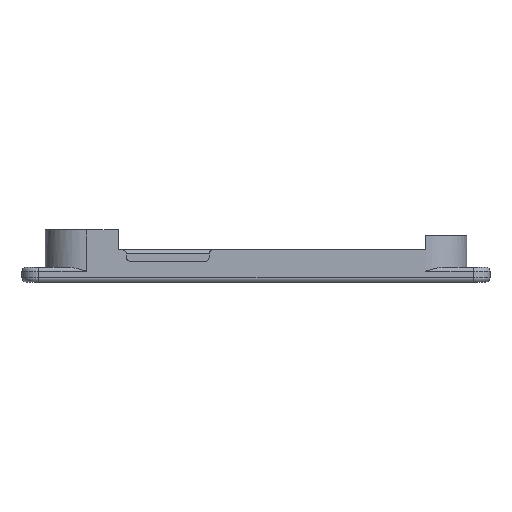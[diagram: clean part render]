
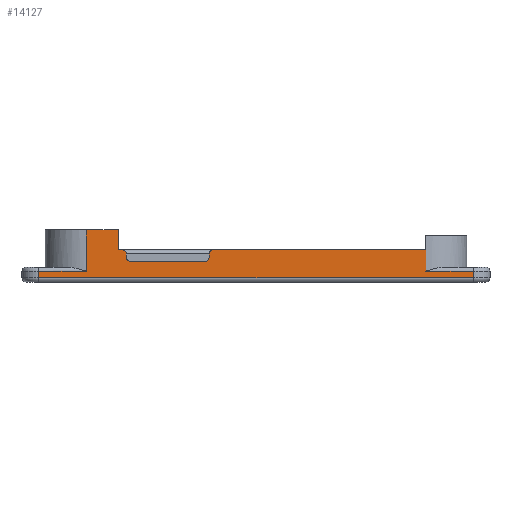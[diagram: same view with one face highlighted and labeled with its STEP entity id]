
A CAD part, left-side view. The second image highlights one B-rep face of the part: STEP entity #14127.
In plain terms, the highlighted planar face has unit normal (-1, 0, 0).
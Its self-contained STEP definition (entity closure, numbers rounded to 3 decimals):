
#1436=PLANE('',#14739);
#2242=FACE_OUTER_BOUND('',#3060,.T.);
#3060=EDGE_LOOP('',(#13155,#13156,#13157,#13158,#13159,#13160,#13161,#13162,
#13163,#13164,#13165,#13166,#13167,#13168,#13169,#13170,#13171,#13172));
#4221=LINE('',#27309,#5408);
#4222=LINE('',#27314,#5409);
#4231=LINE('',#27336,#5418);
#4232=LINE('',#27347,#5419);
#4241=LINE('',#27371,#5428);
#4242=LINE('',#27375,#5429);
#4243=LINE('',#27389,#5430);
#4246=LINE('',#27403,#5433);
#4248=LINE('',#27409,#5435);
#4251=LINE('',#27418,#5438);
#4256=LINE('',#27444,#5443);
#4257=LINE('',#27449,#5444);
#4258=LINE('',#27450,#5445);
#4259=LINE('',#27451,#5446);
#5408=VECTOR('',#16968,10.);
#5409=VECTOR('',#16973,10.);
#5418=VECTOR('',#16990,10.);
#5419=VECTOR('',#16997,10.);
#5428=VECTOR('',#17020,10.);
#5429=VECTOR('',#17027,10.);
#5430=VECTOR('',#17046,10.);
#5433=VECTOR('',#17063,10.);
#5435=VECTOR('',#17073,10.);
#5438=VECTOR('',#17082,10.);
#5443=VECTOR('',#17103,10.);
#5444=VECTOR('',#17108,10.);
#5445=VECTOR('',#17109,10.);
#5446=VECTOR('',#17110,10.);
#5471=CIRCLE('',#14182,0.5);
#5623=CIRCLE('',#14729,0.5);
#5624=CIRCLE('',#14732,0.5);
#5627=CIRCLE('',#14740,0.5);
#5651=VERTEX_POINT('',#17217);
#5652=VERTEX_POINT('',#17219);
#6964=VERTEX_POINT('',#27301);
#6965=VERTEX_POINT('',#27308);
#6966=VERTEX_POINT('',#27312);
#6967=VERTEX_POINT('',#27313);
#6975=VERTEX_POINT('',#27333);
#6976=VERTEX_POINT('',#27335);
#6984=VERTEX_POINT('',#27368);
#6985=VERTEX_POINT('',#27370);
#6988=VERTEX_POINT('',#27383);
#6992=VERTEX_POINT('',#27400);
#6994=VERTEX_POINT('',#27411);
#6995=VERTEX_POINT('',#27413);
#6996=VERTEX_POINT('',#27417);
#6997=VERTEX_POINT('',#27421);
#7000=VERTEX_POINT('',#27446);
#7001=VERTEX_POINT('',#27447);
#7030=EDGE_CURVE('',#5651,#5652,#5471,.T.);
#9016=EDGE_CURVE('',#6964,#6965,#4221,.T.);
#9018=EDGE_CURVE('',#6966,#6967,#4222,.T.);
#9029=EDGE_CURVE('',#6975,#6976,#4231,.T.);
#9033=EDGE_CURVE('',#6965,#6967,#4232,.T.);
#9045=EDGE_CURVE('',#6984,#6985,#4241,.T.);
#9048=EDGE_CURVE('',#6985,#6964,#4242,.T.);
#9054=EDGE_CURVE('',#6988,#6984,#4243,.T.);
#9061=EDGE_CURVE('',#6992,#6988,#4246,.T.);
#9065=EDGE_CURVE('',#6976,#6992,#4248,.T.);
#9067=EDGE_CURVE('',#6994,#6995,#5623,.T.);
#9069=EDGE_CURVE('',#6996,#6995,#4251,.T.);
#9071=EDGE_CURVE('',#6996,#6997,#5624,.T.);
#9078=EDGE_CURVE('',#6994,#5652,#4256,.T.);
#9079=EDGE_CURVE('',#7000,#7001,#5627,.T.);
#9080=EDGE_CURVE('',#7000,#6997,#4257,.T.);
#9081=EDGE_CURVE('',#5651,#6966,#4258,.F.);
#9082=EDGE_CURVE('',#6975,#7001,#4259,.F.);
#13155=ORIENTED_EDGE('',*,*,#9079,.F.);
#13156=ORIENTED_EDGE('',*,*,#9080,.T.);
#13157=ORIENTED_EDGE('',*,*,#9071,.F.);
#13158=ORIENTED_EDGE('',*,*,#9069,.T.);
#13159=ORIENTED_EDGE('',*,*,#9067,.F.);
#13160=ORIENTED_EDGE('',*,*,#9078,.T.);
#13161=ORIENTED_EDGE('',*,*,#7030,.F.);
#13162=ORIENTED_EDGE('',*,*,#9081,.T.);
#13163=ORIENTED_EDGE('',*,*,#9018,.T.);
#13164=ORIENTED_EDGE('',*,*,#9033,.F.);
#13165=ORIENTED_EDGE('',*,*,#9016,.F.);
#13166=ORIENTED_EDGE('',*,*,#9048,.F.);
#13167=ORIENTED_EDGE('',*,*,#9045,.F.);
#13168=ORIENTED_EDGE('',*,*,#9054,.F.);
#13169=ORIENTED_EDGE('',*,*,#9061,.F.);
#13170=ORIENTED_EDGE('',*,*,#9065,.F.);
#13171=ORIENTED_EDGE('',*,*,#9029,.F.);
#13172=ORIENTED_EDGE('',*,*,#9082,.T.);
#14127=ADVANCED_FACE('',(#2242),#1436,.T.);
#14182=AXIS2_PLACEMENT_3D('',#17220,#14825,#14826);
#14729=AXIS2_PLACEMENT_3D('',#27414,#17077,#17078);
#14732=AXIS2_PLACEMENT_3D('',#27422,#17086,#17087);
#14739=AXIS2_PLACEMENT_3D('',#27445,#17104,#17105);
#14740=AXIS2_PLACEMENT_3D('',#27448,#17106,#17107);
#14825=DIRECTION('center_axis',(1.,0.,0.));
#14826=DIRECTION('ref_axis',(0.,-0.707,0.707));
#16968=DIRECTION('',(0.,0.,1.));
#16973=DIRECTION('',(0.,0.,1.));
#16990=DIRECTION('',(0.,0.,-1.));
#16997=DIRECTION('',(0.,-1.,0.));
#17020=DIRECTION('',(0.,0.,1.));
#17027=DIRECTION('',(0.,-1.,0.));
#17046=DIRECTION('',(0.,1.,0.));
#17063=DIRECTION('',(0.,0.,-1.));
#17073=DIRECTION('',(0.,-1.,0.));
#17077=DIRECTION('center_axis',(-1.,0.,0.));
#17078=DIRECTION('ref_axis',(0.,0.707,-0.707));
#17082=DIRECTION('',(0.,1.,0.));
#17086=DIRECTION('center_axis',(-1.,0.,0.));
#17087=DIRECTION('ref_axis',(0.,-0.707,-0.707));
#17103=DIRECTION('',(0.,0.,1.));
#17104=DIRECTION('center_axis',(-1.,0.,0.));
#17105=DIRECTION('ref_axis',(0.,1.,0.));
#17106=DIRECTION('center_axis',(1.,0.,0.));
#17107=DIRECTION('ref_axis',(0.,0.707,0.707));
#17108=DIRECTION('',(0.,0.,-1.));
#17109=DIRECTION('',(0.,-1.,0.));
#17110=DIRECTION('',(0.,-1.,0.));
#17217=CARTESIAN_POINT('',(-1.825,39.85,3.9));
#17219=CARTESIAN_POINT('',(-1.825,39.35,3.4));
#17220=CARTESIAN_POINT('Origin',(-1.825,39.85,3.4));
#27301=CARTESIAN_POINT('',(-1.825,44.175,1.3));
#27308=CARTESIAN_POINT('',(-1.825,44.175,6.3));
#27309=CARTESIAN_POINT('',(-1.825,44.175,5.6));
#27312=CARTESIAN_POINT('',(-1.825,40.312,3.9));
#27313=CARTESIAN_POINT('',(-1.825,40.312,6.3));
#27314=CARTESIAN_POINT('',(-1.825,40.312,4.5));
#27333=CARTESIAN_POINT('',(-1.825,3.175,3.9));
#27335=CARTESIAN_POINT('',(-1.825,3.175,1.3));
#27336=CARTESIAN_POINT('',(-1.825,3.175,4.5));
#27347=CARTESIAN_POINT('',(-1.825,13.425,6.3));
#27368=CARTESIAN_POINT('',(-1.825,49.975,0.5));
#27370=CARTESIAN_POINT('',(-1.825,49.975,1.3));
#27371=CARTESIAN_POINT('',(-1.825,49.975,2.25));
#27375=CARTESIAN_POINT('',(-1.825,25.625,1.3));
#27383=CARTESIAN_POINT('',(-1.825,-2.625,0.5));
#27389=CARTESIAN_POINT('',(-1.825,13.425,0.5));
#27400=CARTESIAN_POINT('',(-1.825,-2.625,1.3));
#27403=CARTESIAN_POINT('',(-1.825,-2.625,2.25));
#27409=CARTESIAN_POINT('',(-1.825,1.225,1.3));
#27411=CARTESIAN_POINT('',(-1.825,39.35,3.));
#27413=CARTESIAN_POINT('',(-1.825,38.85,2.5));
#27414=CARTESIAN_POINT('Origin',(-1.825,38.85,3.));
#27417=CARTESIAN_POINT('',(-1.825,29.85,2.5));
#27418=CARTESIAN_POINT('',(-1.825,18.763,2.5));
#27421=CARTESIAN_POINT('',(-1.825,29.35,3.));
#27422=CARTESIAN_POINT('Origin',(-1.825,29.85,3.));
#27444=CARTESIAN_POINT('',(-1.825,39.35,4.25));
#27445=CARTESIAN_POINT('Origin',(-1.825,3.175,4.5));
#27446=CARTESIAN_POINT('',(-1.825,29.35,3.4));
#27447=CARTESIAN_POINT('',(-1.825,28.85,3.9));
#27448=CARTESIAN_POINT('Origin',(-1.825,28.85,3.4));
#27449=CARTESIAN_POINT('',(-1.825,29.35,4.25));
#27450=CARTESIAN_POINT('',(-1.825,13.425,3.9));
#27451=CARTESIAN_POINT('',(-1.825,13.425,3.9));
